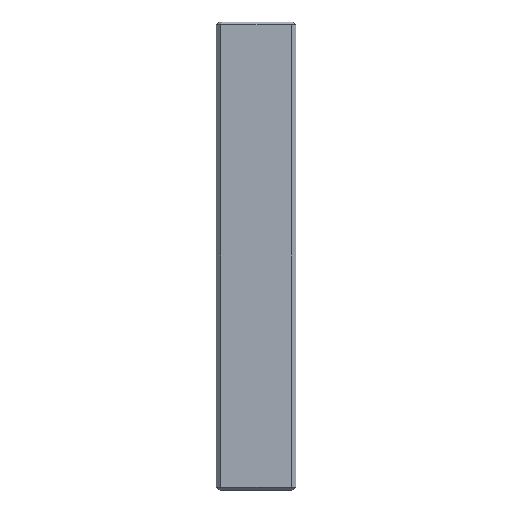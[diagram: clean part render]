
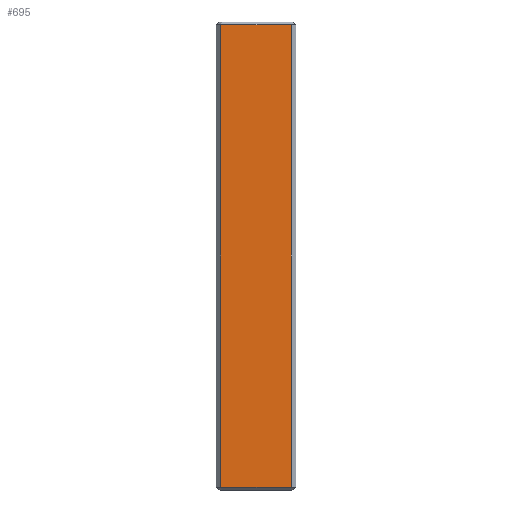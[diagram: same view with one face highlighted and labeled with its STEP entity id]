
A CAD part, front view. The second image highlights one B-rep face of the part: STEP entity #695.
In plain terms, the highlighted planar face has unit normal (0, -1, 0).
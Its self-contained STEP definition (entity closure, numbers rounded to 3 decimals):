
#17 = CARTESIAN_POINT ( 'NONE',  ( 14.243, -0.707, 146.6 ) ) ;
#22 = LINE ( 'NONE', #312, #340 ) ;
#27 = CARTESIAN_POINT ( 'NONE',  ( 11.621, -0.707, 146.6 ) ) ;
#36 = CARTESIAN_POINT ( 'NONE',  ( 3.757, -0.707, 146.6 ) ) ;
#41 = DIRECTION ( 'NONE',  ( 1., 0., 0. ) ) ;
#71 = AXIS2_PLACEMENT_3D ( 'NONE', #321, #555, #41 ) ;
#73 = CARTESIAN_POINT ( 'NONE',  ( 3.757, -0.707, 77.4 ) ) ;
#93 = PLANE ( 'NONE',  #71 ) ;
#115 = VECTOR ( 'NONE', #382, 1000. ) ;
#149 = ORIENTED_EDGE ( 'NONE', *, *, #400, .T. ) ;
#183 = ORIENTED_EDGE ( 'NONE', *, *, #186, .T. ) ;
#186 = EDGE_CURVE ( 'NONE', #543, #620, #486, .T. ) ;
#214 = CARTESIAN_POINT ( 'NONE',  ( 14.243, -0.707, 13.5 ) ) ;
#251 = VECTOR ( 'NONE', #590, 1000. ) ;
#257 = DIRECTION ( 'NONE',  ( 0., 0., 1. ) ) ;
#259 = CARTESIAN_POINT ( 'NONE',  ( 14.243, -0.707, 77.4 ) ) ;
#266 = EDGE_CURVE ( 'NONE', #704, #620, #307, .T. ) ;
#301 = VERTEX_POINT ( 'NONE', #73 ) ;
#307 = LINE ( 'NONE', #27, #251 ) ;
#312 = CARTESIAN_POINT ( 'NONE',  ( 3.757, -0.707, 13.5 ) ) ;
#317 = EDGE_CURVE ( 'NONE', #301, #704, #22, .T. ) ;
#321 = CARTESIAN_POINT ( 'NONE',  ( 14.243, -0.707, -3. ) ) ;
#340 = VECTOR ( 'NONE', #257, 1000. ) ;
#382 = DIRECTION ( 'NONE',  ( 0., 0., 1. ) ) ;
#400 = EDGE_CURVE ( 'NONE', #301, #543, #593, .T. ) ;
#423 = CARTESIAN_POINT ( 'NONE',  ( 14.243, -0.707, 77.4 ) ) ;
#439 = ORIENTED_EDGE ( 'NONE', *, *, #317, .F. ) ;
#448 = FACE_OUTER_BOUND ( 'NONE', #683, .T. ) ;
#457 = ORIENTED_EDGE ( 'NONE', *, *, #266, .F. ) ;
#486 = LINE ( 'NONE', #214, #115 ) ;
#521 = VECTOR ( 'NONE', #707, 1000. ) ;
#543 = VERTEX_POINT ( 'NONE', #259 ) ;
#555 = DIRECTION ( 'NONE',  ( 0., 1., 0. ) ) ;
#590 = DIRECTION ( 'NONE',  ( 1., 0., 0. ) ) ;
#593 = LINE ( 'NONE', #423, #521 ) ;
#620 = VERTEX_POINT ( 'NONE', #17 ) ;
#683 = EDGE_LOOP ( 'NONE', ( #439, #149, #183, #457 ) ) ;
#695 = ADVANCED_FACE ( 'NONE', ( #448 ), #93, .F. ) ;
#704 = VERTEX_POINT ( 'NONE', #36 ) ;
#707 = DIRECTION ( 'NONE',  ( 1., 0., 0. ) ) ;
